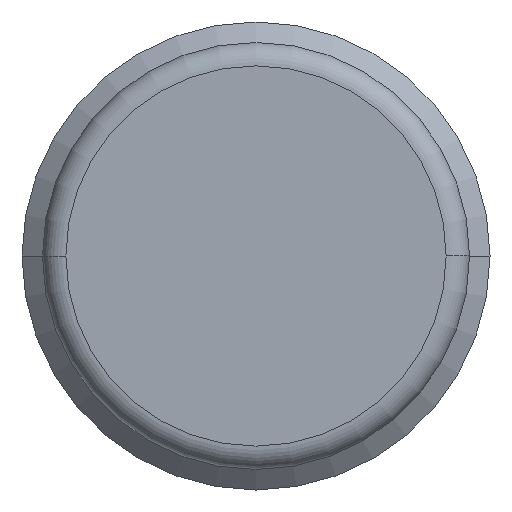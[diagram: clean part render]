
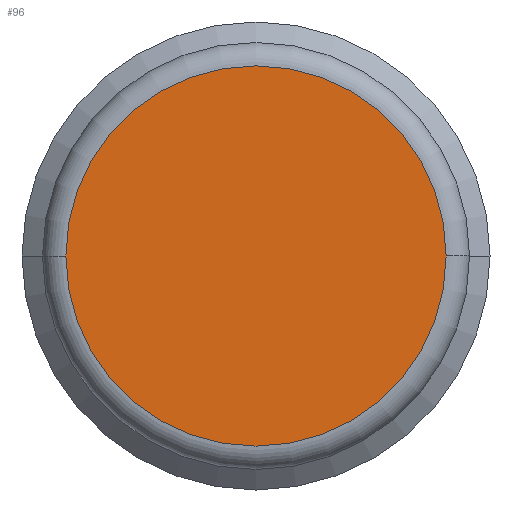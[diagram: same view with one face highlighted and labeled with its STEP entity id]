
A CAD part, front view. The second image highlights one B-rep face of the part: STEP entity #96.
In plain terms, the highlighted planar face has unit normal (0, -1, 0).
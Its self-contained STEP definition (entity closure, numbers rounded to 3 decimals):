
#96=ADVANCED_FACE('',(#144),#145,.T.);
#144=FACE_OUTER_BOUND('',#197,.T.);
#145=PLANE('',#198);
#197=EDGE_LOOP('',(#353,#354));
#198=AXIS2_PLACEMENT_3D('',#355,#356,#357);
#353=ORIENTED_EDGE('',*,*,#418,.F.);
#354=ORIENTED_EDGE('',*,*,#431,.F.);
#355=CARTESIAN_POINT('',(-1.625,-38.0,0.0));
#356=DIRECTION('',(0.,-1.0,0.0));
#357=DIRECTION('',(1.0,0.,0.0));
#418=EDGE_CURVE('',#487,#489,#490,.T.);
#431=EDGE_CURVE('',#489,#487,#508,.T.);
#487=VERTEX_POINT('',#578);
#489=VERTEX_POINT('',#581);
#490=CIRCLE('',#582,3.25);
#508=CIRCLE('',#637,3.25);
#578=CARTESIAN_POINT('',(-3.25,-38.0,0.0));
#581=CARTESIAN_POINT('',(3.25,-38.0,0.));
#582=AXIS2_PLACEMENT_3D('',#708,#709,#710);
#637=AXIS2_PLACEMENT_3D('',#735,#736,#737);
#708=CARTESIAN_POINT('',(0.,-38.0,0.0));
#709=DIRECTION('',(0.,1.0,0.0));
#710=DIRECTION('',(-1.0,0.,0.0));
#735=CARTESIAN_POINT('',(0.,-38.0,0.0));
#736=DIRECTION('',(0.,1.0,0.0));
#737=DIRECTION('',(-1.0,0.,0.0));
